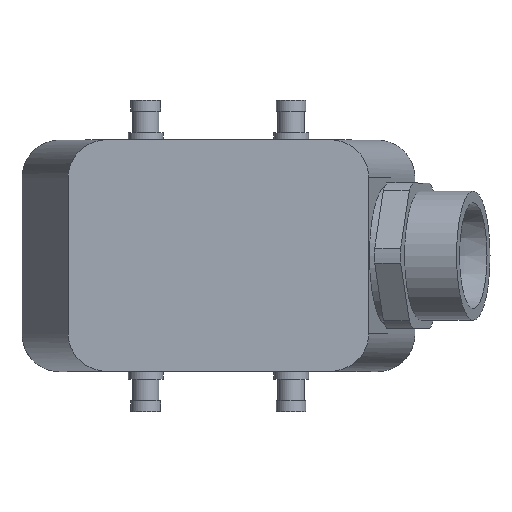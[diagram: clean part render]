
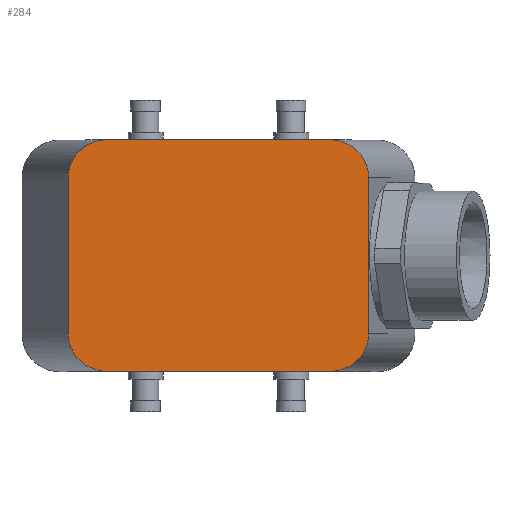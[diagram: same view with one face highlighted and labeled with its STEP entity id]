
A CAD part, top view. The second image highlights one B-rep face of the part: STEP entity #284.
In plain terms, the highlighted planar face has unit normal (0, 0, 1).
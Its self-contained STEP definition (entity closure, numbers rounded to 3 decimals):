
#284 = ADVANCED_FACE( '', ( #721 ), #722, .T. );
#721 = FACE_OUTER_BOUND( '', #1330, .T. );
#722 = PLANE( '', #1331 );
#1330 = EDGE_LOOP( '', ( #2107, #2108, #2109, #2110, #2111, #2112, #2113, #2114 ) );
#1331 = AXIS2_PLACEMENT_3D( '', #2115, #2116, #2117 );
#2107 = ORIENTED_EDGE( '', *, *, #3628, .F. );
#2108 = ORIENTED_EDGE( '', *, *, #3629, .F. );
#2109 = ORIENTED_EDGE( '', *, *, #3630, .T. );
#2110 = ORIENTED_EDGE( '', *, *, #3631, .F. );
#2111 = ORIENTED_EDGE( '', *, *, #3632, .F. );
#2112 = ORIENTED_EDGE( '', *, *, #3633, .T. );
#2113 = ORIENTED_EDGE( '', *, *, #3625, .T. );
#2114 = ORIENTED_EDGE( '', *, *, #3634, .T. );
#2115 = CARTESIAN_POINT( '', ( -27.925, 0., 52. ) );
#2116 = DIRECTION( '', ( 0., 0., 1. ) );
#2117 = DIRECTION( '', ( 1., 0., 0. ) );
#3625 = EDGE_CURVE( '', #4349, #4347, #4350, .T. );
#3628 = EDGE_CURVE( '', #4353, #4354, #4355, .T. );
#3629 = EDGE_CURVE( '', #4356, #4353, #4357, .T. );
#3630 = EDGE_CURVE( '', #4356, #4358, #4359, .T. );
#3631 = EDGE_CURVE( '', #4360, #4358, #4361, .T. );
#3632 = EDGE_CURVE( '', #4362, #4360, #4363, .T. );
#3633 = EDGE_CURVE( '', #4362, #4349, #4364, .T. );
#3634 = EDGE_CURVE( '', #4347, #4354, #4365, .T. );
#4347 = VERTEX_POINT( '', #5344 );
#4349 = VERTEX_POINT( '', #5347 );
#4350 = ELLIPSE( '', #5348, 7.247, 7. );
#4353 = VERTEX_POINT( '', #5352 );
#4354 = VERTEX_POINT( '', #5353 );
#4355 = ELLIPSE( '', #5354, 7.247, 7. );
#4356 = VERTEX_POINT( '', #5355 );
#4357 = LINE( '', #5356, #5357 );
#4358 = VERTEX_POINT( '', #5358 );
#4359 = ELLIPSE( '', #5359, 7.247, 7. );
#4360 = VERTEX_POINT( '', #5360 );
#4361 = LINE( '', #5361, #5362 );
#4362 = VERTEX_POINT( '', #5363 );
#4363 = ELLIPSE( '', #5364, 7.247, 7. );
#4364 = LINE( '', #5365, #5366 );
#4365 = LINE( '', #5367, #5368 );
#5344 = CARTESIAN_POINT( '', ( -20.678, -21.5, 52. ) );
#5347 = CARTESIAN_POINT( '', ( -27.925, -14.5, 52. ) );
#5348 = AXIS2_PLACEMENT_3D( '', #6514, #6515, #6516 );
#5352 = CARTESIAN_POINT( '', ( 27.925, -14.5, 52. ) );
#5353 = CARTESIAN_POINT( '', ( 20.678, -21.5, 52. ) );
#5354 = AXIS2_PLACEMENT_3D( '', #6518, #6519, #6520 );
#5355 = CARTESIAN_POINT( '', ( 27.925, 14.5, 52. ) );
#5356 = CARTESIAN_POINT( '', ( 27.925, 0., 52. ) );
#5357 = VECTOR( '', #6521, 1000. );
#5358 = CARTESIAN_POINT( '', ( 20.678, 21.5, 52. ) );
#5359 = AXIS2_PLACEMENT_3D( '', #6522, #6523, #6524 );
#5360 = CARTESIAN_POINT( '', ( -20.678, 21.5, 52. ) );
#5361 = CARTESIAN_POINT( '', ( -27.925, 21.5, 52. ) );
#5362 = VECTOR( '', #6525, 1000. );
#5363 = CARTESIAN_POINT( '', ( -27.925, 14.5, 52. ) );
#5364 = AXIS2_PLACEMENT_3D( '', #6526, #6527, #6528 );
#5365 = CARTESIAN_POINT( '', ( -27.925, 0., 52. ) );
#5366 = VECTOR( '', #6529, 1000. );
#5367 = CARTESIAN_POINT( '', ( -27.925, -21.5, 52. ) );
#5368 = VECTOR( '', #6530, 1000. );
#6514 = CARTESIAN_POINT( '', ( -20.678, -14.5, 52. ) );
#6515 = DIRECTION( '', ( 0., 0., 1. ) );
#6516 = DIRECTION( '', ( -1., 0., 0. ) );
#6518 = CARTESIAN_POINT( '', ( 20.678, -14.5, 52. ) );
#6519 = DIRECTION( '', ( 0., 0., -1. ) );
#6520 = DIRECTION( '', ( 1., 0., 0. ) );
#6521 = DIRECTION( '', ( 0., -1., 0. ) );
#6522 = CARTESIAN_POINT( '', ( 20.678, 14.5, 52. ) );
#6523 = DIRECTION( '', ( 0., 0., 1. ) );
#6524 = DIRECTION( '', ( 1., 0., 0. ) );
#6525 = DIRECTION( '', ( 1., 0., 0. ) );
#6526 = CARTESIAN_POINT( '', ( -20.678, 14.5, 52. ) );
#6527 = DIRECTION( '', ( 0., 0., -1. ) );
#6528 = DIRECTION( '', ( -1., 0., 0. ) );
#6529 = DIRECTION( '', ( 0., -1., 0. ) );
#6530 = DIRECTION( '', ( 1., 0., 0. ) );
